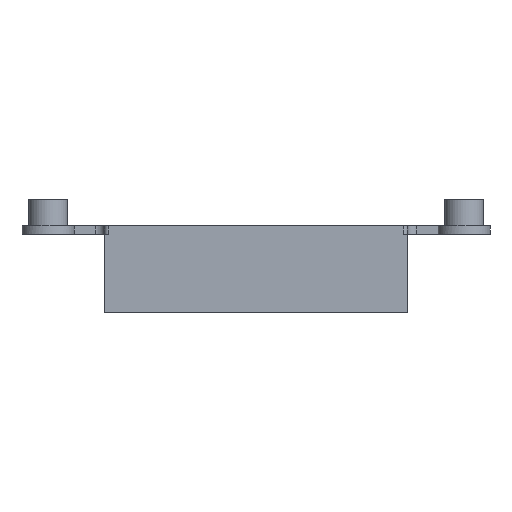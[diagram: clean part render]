
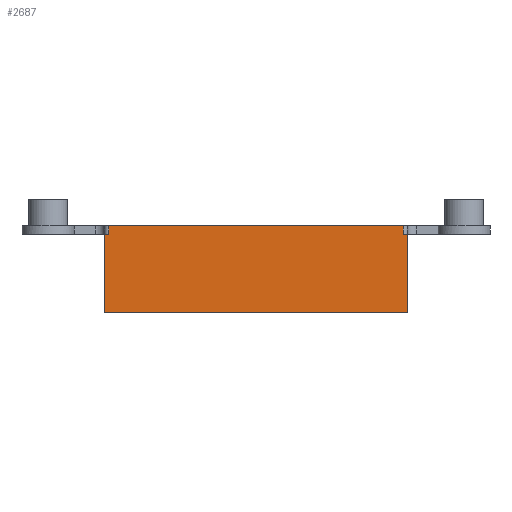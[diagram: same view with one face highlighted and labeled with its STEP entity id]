
A CAD part, front view. The second image highlights one B-rep face of the part: STEP entity #2687.
In plain terms, the highlighted free-form (B-spline) face has degree [1, 1] with [2, 2] control points.
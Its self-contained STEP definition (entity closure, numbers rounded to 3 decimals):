
#1586 = EDGE_CURVE('',#1587,#1589,#1591,.T.);
#1587 = VERTEX_POINT('',#1588);
#1588 = CARTESIAN_POINT('',(-22.679,22.88,
    61.444));
#1589 = VERTEX_POINT('',#1590);
#1590 = CARTESIAN_POINT('',(20.355,22.88,
    61.444));
#1591 = B_SPLINE_CURVE_WITH_KNOTS('',1,(#1592,#1593),.UNSPECIFIED.,.F.,
  .F.,(2,2),(0.5,34.5),.PIECEWISE_BEZIER_KNOTS.);
#1592 = CARTESIAN_POINT('',(-22.679,22.88,
    61.444));
#1593 = CARTESIAN_POINT('',(20.355,22.88,
    61.444));
#2238 = VERTEX_POINT('',#2239);
#2239 = CARTESIAN_POINT('',(-23.312,22.88,
    48.787));
#2244 = EDGE_CURVE('',#2238,#2245,#2247,.T.);
#2245 = VERTEX_POINT('',#2246);
#2246 = CARTESIAN_POINT('',(-23.312,22.88,
    60.179));
#2247 = B_SPLINE_CURVE_WITH_KNOTS('',1,(#2248,#2249),.UNSPECIFIED.,.F.,
  .F.,(2,2),(0.,9.),.PIECEWISE_BEZIER_KNOTS.);
#2248 = CARTESIAN_POINT('',(-23.312,22.88,
    48.787));
#2249 = CARTESIAN_POINT('',(-23.312,22.88,
    60.179));
#2582 = VERTEX_POINT('',#2583);
#2583 = CARTESIAN_POINT('',(20.988,22.88,
    60.179));
#2588 = EDGE_CURVE('',#2589,#2582,#2591,.T.);
#2589 = VERTEX_POINT('',#2590);
#2590 = CARTESIAN_POINT('',(20.988,22.88,
    48.787));
#2591 = B_SPLINE_CURVE_WITH_KNOTS('',1,(#2592,#2593),.UNSPECIFIED.,.F.,
  .F.,(2,2),(0.,9.),.PIECEWISE_BEZIER_KNOTS.);
#2592 = CARTESIAN_POINT('',(20.988,22.88,
    48.787));
#2593 = CARTESIAN_POINT('',(20.988,22.88,
    60.179));
#2687 = ADVANCED_FACE('',(#2688),#2722,.T.);
#2688 = FACE_BOUND('',#2689,.T.);
#2689 = EDGE_LOOP('',(#2690,#2697,#2702,#2703,#2708,#2709,#2716,#2721));
#2690 = ORIENTED_EDGE('',*,*,#2691,.T.);
#2691 = EDGE_CURVE('',#1587,#2692,#2694,.T.);
#2692 = VERTEX_POINT('',#2693);
#2693 = CARTESIAN_POINT('',(-22.679,22.88,
    60.179));
#2694 = B_SPLINE_CURVE_WITH_KNOTS('',1,(#2695,#2696),.UNSPECIFIED.,.F.,
  .F.,(2,2),(-1.,-0.),.PIECEWISE_BEZIER_KNOTS.);
#2695 = CARTESIAN_POINT('',(-22.679,22.88,
    61.444));
#2696 = CARTESIAN_POINT('',(-22.679,22.88,
    60.179));
#2697 = ORIENTED_EDGE('',*,*,#2698,.T.);
#2698 = EDGE_CURVE('',#2692,#2245,#2699,.T.);
#2699 = B_SPLINE_CURVE_WITH_KNOTS('',1,(#2700,#2701),.UNSPECIFIED.,.F.,
  .F.,(2,2),(34.5,35.),.PIECEWISE_BEZIER_KNOTS.);
#2700 = CARTESIAN_POINT('',(-22.679,22.88,
    60.179));
#2701 = CARTESIAN_POINT('',(-23.312,22.88,
    60.179));
#2702 = ORIENTED_EDGE('',*,*,#2244,.F.);
#2703 = ORIENTED_EDGE('',*,*,#2704,.F.);
#2704 = EDGE_CURVE('',#2589,#2238,#2705,.T.);
#2705 = B_SPLINE_CURVE_WITH_KNOTS('',1,(#2706,#2707),.UNSPECIFIED.,.F.,
  .F.,(2,2),(0.,35.),.PIECEWISE_BEZIER_KNOTS.);
#2706 = CARTESIAN_POINT('',(20.988,22.88,
    48.787));
#2707 = CARTESIAN_POINT('',(-23.312,22.88,
    48.787));
#2708 = ORIENTED_EDGE('',*,*,#2588,.T.);
#2709 = ORIENTED_EDGE('',*,*,#2710,.T.);
#2710 = EDGE_CURVE('',#2582,#2711,#2713,.T.);
#2711 = VERTEX_POINT('',#2712);
#2712 = CARTESIAN_POINT('',(20.355,22.88,
    60.179));
#2713 = B_SPLINE_CURVE_WITH_KNOTS('',1,(#2714,#2715),.UNSPECIFIED.,.F.,
  .F.,(2,2),(0.,0.5),.PIECEWISE_BEZIER_KNOTS.);
#2714 = CARTESIAN_POINT('',(20.988,22.88,
    60.179));
#2715 = CARTESIAN_POINT('',(20.355,22.88,
    60.179));
#2716 = ORIENTED_EDGE('',*,*,#2717,.T.);
#2717 = EDGE_CURVE('',#2711,#1589,#2718,.T.);
#2718 = B_SPLINE_CURVE_WITH_KNOTS('',1,(#2719,#2720),.UNSPECIFIED.,.F.,
  .F.,(2,2),(0.,1.),.PIECEWISE_BEZIER_KNOTS.);
#2719 = CARTESIAN_POINT('',(20.355,22.88,
    60.179));
#2720 = CARTESIAN_POINT('',(20.355,22.88,
    61.444));
#2721 = ORIENTED_EDGE('',*,*,#1586,.F.);
#2722 = B_SPLINE_SURFACE_WITH_KNOTS('',1,1,(
    (#2723,#2724)
    ,(#2725,#2726
    )),.UNSPECIFIED.,.F.,.F.,.F.,(2,2),(2,2),(-1.,9.),(0.,35.),
  .PIECEWISE_BEZIER_KNOTS.);
#2723 = CARTESIAN_POINT('',(-23.312,22.88,
    61.444));
#2724 = CARTESIAN_POINT('',(20.988,22.88,
    61.444));
#2725 = CARTESIAN_POINT('',(-23.312,22.88,
    48.787));
#2726 = CARTESIAN_POINT('',(20.988,22.88,
    48.787));
